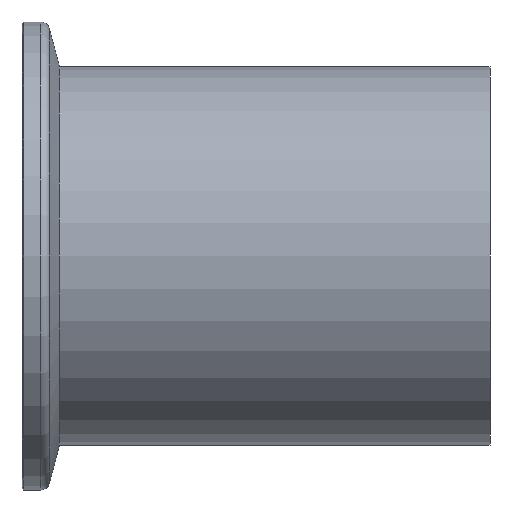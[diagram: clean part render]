
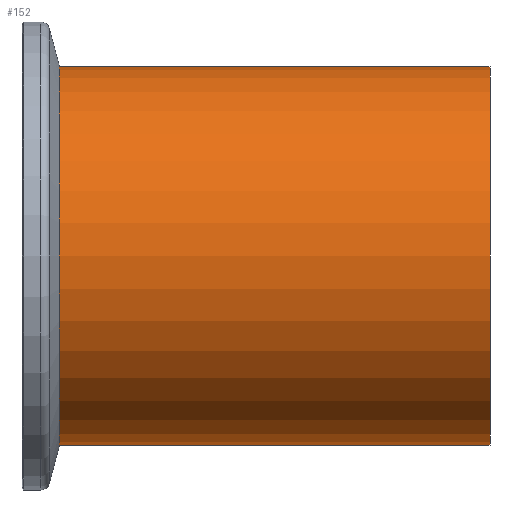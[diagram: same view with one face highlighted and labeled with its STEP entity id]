
A CAD part, left-side view. The second image highlights one B-rep face of the part: STEP entity #152.
In plain terms, the highlighted cylindrical face has radius 22.25 mm (diameter 44.5 mm), a partial arc.
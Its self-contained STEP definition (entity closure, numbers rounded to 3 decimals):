
#28 = CARTESIAN_POINT ( 'NONE',  ( 0., 50.906, 0. ) ) ;
#31 = CIRCLE ( 'NONE', #409, 22.25 ) ;
#35 = FACE_OUTER_BOUND ( 'NONE', #128, .T. ) ;
#46 = EDGE_CURVE ( 'NONE', #351, #316, #439, .T. ) ;
#61 = CARTESIAN_POINT ( 'NONE',  ( 0., 50.906, 22.25 ) ) ;
#69 = VERTEX_POINT ( 'NONE', #480 ) ;
#72 = EDGE_CURVE ( 'NONE', #69, #351, #31, .T. ) ;
#90 = LINE ( 'NONE', #167, #400 ) ;
#114 = DIRECTION ( 'NONE',  ( 0., 1., 0. ) ) ;
#128 = EDGE_LOOP ( 'NONE', ( #197, #218, #416, #428 ) ) ;
#152 = ADVANCED_FACE ( 'NONE', ( #35 ), #237, .T. ) ;
#162 = EDGE_CURVE ( 'NONE', #500, #316, #209, .T. ) ;
#167 = CARTESIAN_POINT ( 'NONE',  ( 0., 50.906, -22.25 ) ) ;
#189 = CARTESIAN_POINT ( 'NONE',  ( 0., 0., 0. ) ) ;
#194 = DIRECTION ( 'NONE',  ( 0., 0., 1. ) ) ;
#197 = ORIENTED_EDGE ( 'NONE', *, *, #293, .F. ) ;
#202 = DIRECTION ( 'NONE',  ( 0., 1., 0. ) ) ;
#208 = CARTESIAN_POINT ( 'NONE',  ( 0., 0., 22.25 ) ) ;
#209 = CIRCLE ( 'NONE', #321, 22.25 ) ;
#218 = ORIENTED_EDGE ( 'NONE', *, *, #72, .T. ) ;
#226 = DIRECTION ( 'NONE',  ( 0., 1., 0. ) ) ;
#237 = CYLINDRICAL_SURFACE ( 'NONE', #448, 22.25 ) ;
#250 = CARTESIAN_POINT ( 'NONE',  ( 0., 50.593, 22.25 ) ) ;
#286 = CARTESIAN_POINT ( 'NONE',  ( 0., 50.593, 0. ) ) ;
#288 = DIRECTION ( 'NONE',  ( 0., 0., 1. ) ) ;
#293 = EDGE_CURVE ( 'NONE', #69, #500, #90, .T. ) ;
#316 = VERTEX_POINT ( 'NONE', #250 ) ;
#321 = AXIS2_PLACEMENT_3D ( 'NONE', #286, #202, #288 ) ;
#335 = DIRECTION ( 'NONE',  ( 0., 1., 0. ) ) ;
#351 = VERTEX_POINT ( 'NONE', #208 ) ;
#358 = DIRECTION ( 'NONE',  ( 0., 0., 1. ) ) ;
#396 = DIRECTION ( 'NONE',  ( 0., 1., 0. ) ) ;
#400 = VECTOR ( 'NONE', #335, 1000. ) ;
#409 = AXIS2_PLACEMENT_3D ( 'NONE', #189, #396, #358 ) ;
#416 = ORIENTED_EDGE ( 'NONE', *, *, #46, .T. ) ;
#428 = ORIENTED_EDGE ( 'NONE', *, *, #162, .F. ) ;
#439 = LINE ( 'NONE', #61, #481 ) ;
#448 = AXIS2_PLACEMENT_3D ( 'NONE', #28, #114, #194 ) ;
#457 = CARTESIAN_POINT ( 'NONE',  ( 0., 50.593, -22.25 ) ) ;
#480 = CARTESIAN_POINT ( 'NONE',  ( 0., 0., -22.25 ) ) ;
#481 = VECTOR ( 'NONE', #226, 1000. ) ;
#500 = VERTEX_POINT ( 'NONE', #457 ) ;
